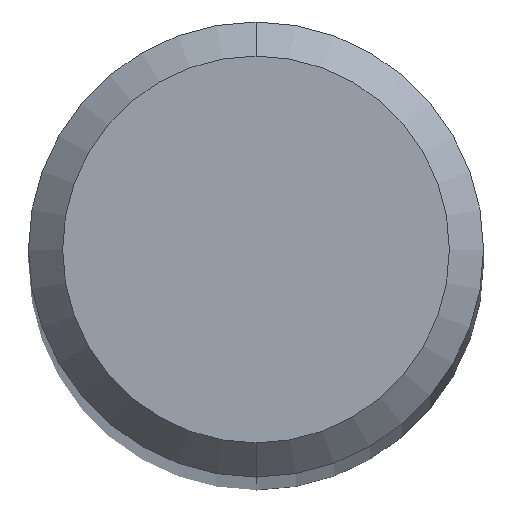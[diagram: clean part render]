
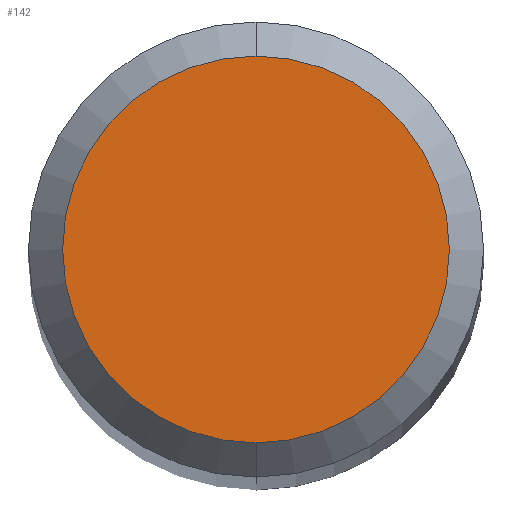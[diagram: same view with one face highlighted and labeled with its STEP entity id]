
A CAD part, top view. The second image highlights one B-rep face of the part: STEP entity #142.
In plain terms, the highlighted planar face has unit normal (0, 0, 1).
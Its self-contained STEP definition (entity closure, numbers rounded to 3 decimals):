
#134=VERTEX_POINT('',#278);
#142=ADVANCED_FACE('',(#287),#288,.T.);
#150=VERTEX_POINT('',#298);
#158=EDGE_CURVE('',#134,#150,#308,.T.);
#194=EDGE_CURVE('',#150,#134,#346,.T.);
#278=CARTESIAN_POINT('',(0.0,1.7,0.0));
#287=FACE_OUTER_BOUND('',#449,.T.);
#288=PLANE('',#450);
#298=CARTESIAN_POINT('',(0.,-1.7,0.0));
#308=CIRCLE('',#472,1.7);
#346=CIRCLE('',#525,1.7);
#449=EDGE_LOOP('',(#623,#624));
#450=AXIS2_PLACEMENT_3D('',#625,#626,#627);
#472=AXIS2_PLACEMENT_3D('',#661,#662,#663);
#525=AXIS2_PLACEMENT_3D('',#695,#696,#697);
#623=ORIENTED_EDGE('',*,*,#158,.F.);
#624=ORIENTED_EDGE('',*,*,#194,.F.);
#625=CARTESIAN_POINT('',(0.0,0.85,0.0));
#626=DIRECTION('',(-0.0,0.0,1.0));
#627=DIRECTION('',(0.0,-1.0,0.0));
#661=CARTESIAN_POINT('',(0.0,0.0,0.0));
#662=DIRECTION('',(0.0,0.0,-1.0));
#663=DIRECTION('',(0.0,1.0,0.0));
#695=CARTESIAN_POINT('',(0.0,0.0,0.0));
#696=DIRECTION('',(0.0,0.0,-1.0));
#697=DIRECTION('',(0.0,1.0,0.0));
